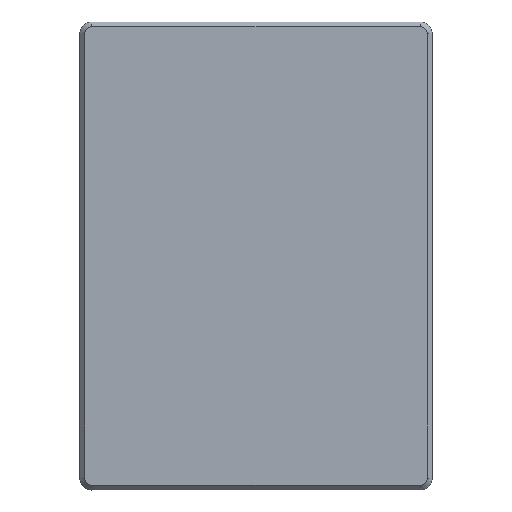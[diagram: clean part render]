
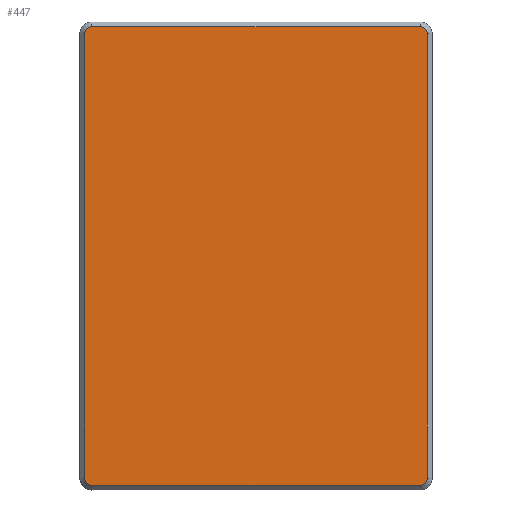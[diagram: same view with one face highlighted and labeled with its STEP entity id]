
A CAD part, top view. The second image highlights one B-rep face of the part: STEP entity #447.
In plain terms, the highlighted planar face has unit normal (0, 0, 1).
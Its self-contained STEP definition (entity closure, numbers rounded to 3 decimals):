
#3 = DIRECTION ( 'NONE',  ( -1., 0., 0. ) ) ;
#38 = CARTESIAN_POINT ( 'NONE',  ( -27.547, 38.443, 132.73 ) ) ;
#44 = AXIS2_PLACEMENT_3D ( 'NONE', #913, #1347, #623 ) ;
#54 = LINE ( 'NONE', #274, #314 ) ;
#65 = DIRECTION ( 'NONE',  ( 1., 0., 0. ) ) ;
#99 = ORIENTED_EDGE ( 'NONE', *, *, #1304, .F. ) ;
#107 = AXIS2_PLACEMENT_3D ( 'NONE', #1052, #1029, #506 ) ;
#131 = CARTESIAN_POINT ( 'NONE',  ( -28.747, -37.243, 132.73 ) ) ;
#135 = VECTOR ( 'NONE', #599, 1000. ) ;
#159 = DIRECTION ( 'NONE',  ( -1., 0., 0. ) ) ;
#167 = VERTEX_POINT ( 'NONE', #38 ) ;
#180 = CARTESIAN_POINT ( 'NONE',  ( -28.747, 37.243, 132.73 ) ) ;
#199 = CARTESIAN_POINT ( 'NONE',  ( 28.747, 37.243, 132.73 ) ) ;
#234 = ORIENTED_EDGE ( 'NONE', *, *, #591, .F. ) ;
#246 = CIRCLE ( 'NONE', #1216, 1.2 ) ;
#274 = CARTESIAN_POINT ( 'NONE',  ( 1.726, 38.443, 132.73 ) ) ;
#281 = DIRECTION ( 'NONE',  ( 0., 0., -1. ) ) ;
#289 = EDGE_CURVE ( 'NONE', #820, #976, #421, .T. ) ;
#307 = CIRCLE ( 'NONE', #107, 1.2 ) ;
#314 = VECTOR ( 'NONE', #65, 1000. ) ;
#318 = VERTEX_POINT ( 'NONE', #131 ) ;
#329 = DIRECTION ( 'NONE',  ( 0., 0., -1. ) ) ;
#342 = ORIENTED_EDGE ( 'NONE', *, *, #932, .F. ) ;
#386 = FACE_OUTER_BOUND ( 'NONE', #799, .T. ) ;
#396 = CIRCLE ( 'NONE', #749, 1.2 ) ;
#421 = LINE ( 'NONE', #1074, #1324 ) ;
#424 = CARTESIAN_POINT ( 'NONE',  ( -27.547, -38.443, 132.73 ) ) ;
#447 = ADVANCED_FACE ( 'NONE', ( #386 ), #896, .F. ) ;
#464 = ORIENTED_EDGE ( 'NONE', *, *, #289, .F. ) ;
#506 = DIRECTION ( 'NONE',  ( -1., 0., 0. ) ) ;
#541 = EDGE_CURVE ( 'NONE', #167, #1240, #54, .T. ) ;
#591 = EDGE_CURVE ( 'NONE', #1306, #1007, #718, .T. ) ;
#599 = DIRECTION ( 'NONE',  ( 0., -1., 0. ) ) ;
#623 = DIRECTION ( 'NONE',  ( -1., 0., 0. ) ) ;
#658 = DIRECTION ( 'NONE',  ( 0., 0., -1. ) ) ;
#696 = EDGE_CURVE ( 'NONE', #1007, #820, #307, .T. ) ;
#709 = CARTESIAN_POINT ( 'NONE',  ( 27.547, 38.443, 132.73 ) ) ;
#718 = LINE ( 'NONE', #1021, #135 ) ;
#749 = AXIS2_PLACEMENT_3D ( 'NONE', #1070, #329, #1177 ) ;
#751 = ORIENTED_EDGE ( 'NONE', *, *, #696, .F. ) ;
#799 = EDGE_LOOP ( 'NONE', ( #342, #99, #972, #464, #751, #234, #1112, #1213 ) ) ;
#820 = VERTEX_POINT ( 'NONE', #1357 ) ;
#878 = EDGE_CURVE ( 'NONE', #976, #318, #1344, .T. ) ;
#896 = PLANE ( 'NONE',  #1170 ) ;
#900 = VERTEX_POINT ( 'NONE', #180 ) ;
#910 = CARTESIAN_POINT ( 'NONE',  ( 1.726, 0., 132.73 ) ) ;
#913 = CARTESIAN_POINT ( 'NONE',  ( -27.547, -37.243, 132.73 ) ) ;
#932 = EDGE_CURVE ( 'NONE', #900, #167, #396, .T. ) ;
#961 = CARTESIAN_POINT ( 'NONE',  ( 27.547, 37.243, 132.73 ) ) ;
#962 = EDGE_CURVE ( 'NONE', #1240, #1306, #246, .T. ) ;
#972 = ORIENTED_EDGE ( 'NONE', *, *, #878, .F. ) ;
#976 = VERTEX_POINT ( 'NONE', #424 ) ;
#1007 = VERTEX_POINT ( 'NONE', #1368 ) ;
#1021 = CARTESIAN_POINT ( 'NONE',  ( 28.747, 0., 132.73 ) ) ;
#1029 = DIRECTION ( 'NONE',  ( 0., 0., -1. ) ) ;
#1037 = DIRECTION ( 'NONE',  ( 0., 1., 0. ) ) ;
#1042 = VECTOR ( 'NONE', #1037, 1000. ) ;
#1052 = CARTESIAN_POINT ( 'NONE',  ( 27.547, -37.243, 132.73 ) ) ;
#1070 = CARTESIAN_POINT ( 'NONE',  ( -27.547, 37.243, 132.73 ) ) ;
#1074 = CARTESIAN_POINT ( 'NONE',  ( 1.726, -38.443, 132.73 ) ) ;
#1112 = ORIENTED_EDGE ( 'NONE', *, *, #962, .F. ) ;
#1170 = AXIS2_PLACEMENT_3D ( 'NONE', #910, #281, #159 ) ;
#1177 = DIRECTION ( 'NONE',  ( -1., 0., 0. ) ) ;
#1213 = ORIENTED_EDGE ( 'NONE', *, *, #541, .F. ) ;
#1216 = AXIS2_PLACEMENT_3D ( 'NONE', #961, #658, #1297 ) ;
#1240 = VERTEX_POINT ( 'NONE', #709 ) ;
#1276 = CARTESIAN_POINT ( 'NONE',  ( -28.747, 0., 132.73 ) ) ;
#1297 = DIRECTION ( 'NONE',  ( -1., 0., 0. ) ) ;
#1304 = EDGE_CURVE ( 'NONE', #318, #900, #1356, .T. ) ;
#1306 = VERTEX_POINT ( 'NONE', #199 ) ;
#1324 = VECTOR ( 'NONE', #3, 1000. ) ;
#1344 = CIRCLE ( 'NONE', #44, 1.2 ) ;
#1347 = DIRECTION ( 'NONE',  ( 0., 0., -1. ) ) ;
#1356 = LINE ( 'NONE', #1276, #1042 ) ;
#1357 = CARTESIAN_POINT ( 'NONE',  ( 27.547, -38.443, 132.73 ) ) ;
#1368 = CARTESIAN_POINT ( 'NONE',  ( 28.747, -37.243, 132.73 ) ) ;
